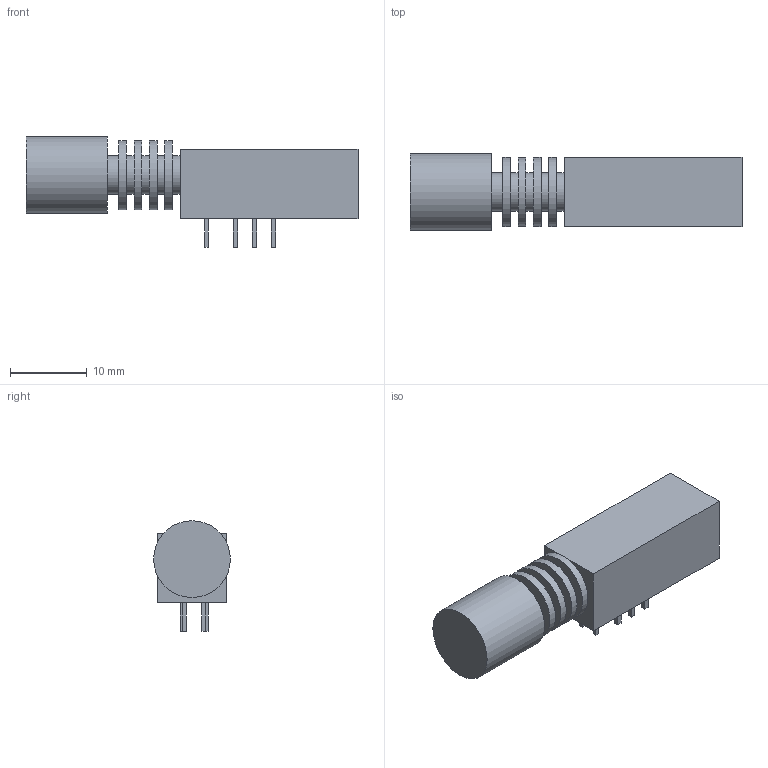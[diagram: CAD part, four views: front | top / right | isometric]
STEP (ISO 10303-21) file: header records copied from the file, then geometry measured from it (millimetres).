
FILE_DESCRIPTION(('FreeCAD Model'),'2;1');
FILE_NAME('Shape.step', '2019-10-04T13:51:51',('kicad StepUp'),('ksu MCAD'), 'Open CASCADE STEP processor 7.3','FreeCAD','Unknown');
FILE_SCHEMA(('AUTOMOTIVE_DESIGN { 1 0 10303 214 1 1 1 1 }'));
Length unit declared in the file: millimetre
Products named in the file (1): Shape
Bounding box: 43.3 x 10 x 14.4 mm (x, y, z)
Volume: 3104.9 mm3; surface area: 2073.9 mm2
Topology: 1 solids, 1 shells, 66 faces, 138 edges, 92 vertices
Faces by surface type: plane 56, cylinder 10
Full cylindrical faces by diameter (mm): 5 x5, 9 x4, 10 x1
Entity records: 3549 total; most frequent: CARTESIAN_POINT 579, DIRECTION 567, LINE 374, VECTOR 374, ORIENTED_EDGE 276, PCURVE 276, DEFINITIONAL_REPRESENTATION 276, EDGE_CURVE 138
